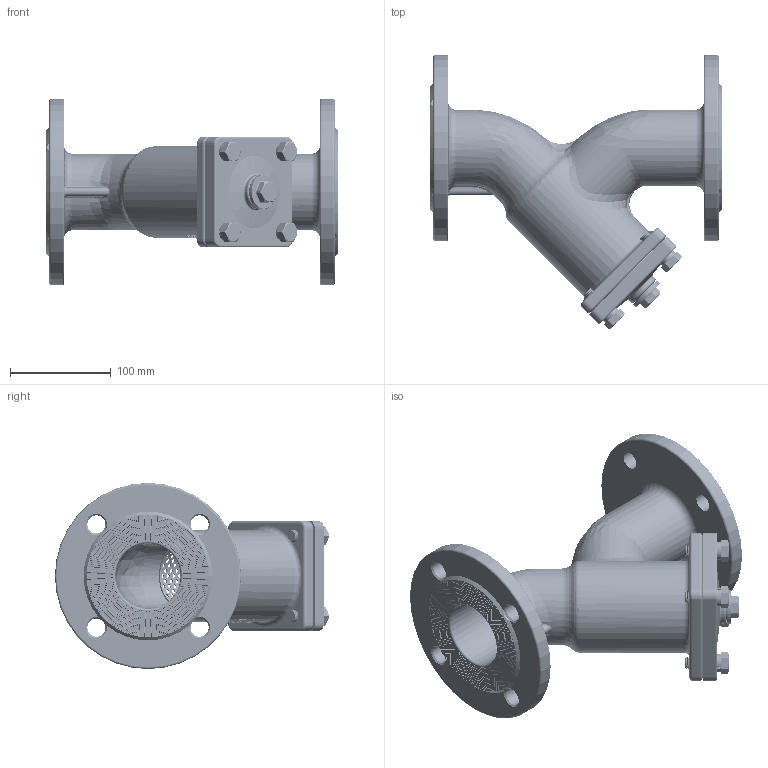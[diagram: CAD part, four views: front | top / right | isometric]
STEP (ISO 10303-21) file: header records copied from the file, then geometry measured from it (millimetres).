
FILE_DESCRIPTION(/* description */ (''),/* implementation_level */ '2;1');
FILE_NAME(/* name */ 'Y-GUOLUQI-DIN.PN16-2.5_asm.stp',/* time_stamp */ '2016-04-27T14:06:31+08:00',/* author */ (''),/* organization */ ('SL'),/* preprocessor_version */ 'ST-DEVELOPER v15',/* originating_system */ 'SIEMENS PLM Software NX 8.5',/* authorisation */ '');
FILE_SCHEMA (('CONFIG_CONTROL_DESIGN'));
Bounding box: 290 x 272.46 x 185 mm (x, y, z)
Volume: 1458296.8 mm3; surface area: 409951.8 mm2
Topology: 14 solids, 14 shells, 4070 faces, 11740 edges, 7770 vertices
Faces by surface type: plane 1914, cylinder 1579, cone 291, bspline 203, torus 49, extrusion 34
Full cylindrical faces by diameter (mm): 18 x8, 65 x2, 185 x2
Entity records: 223925 total; most frequent: CRTPNT 122075, ORNEDG 22100, DRCTN 18939, EDGCRV 11050, A2PL3D 7745, VRTPNT 7443, EDGLP 5593, ADVFC 3926
